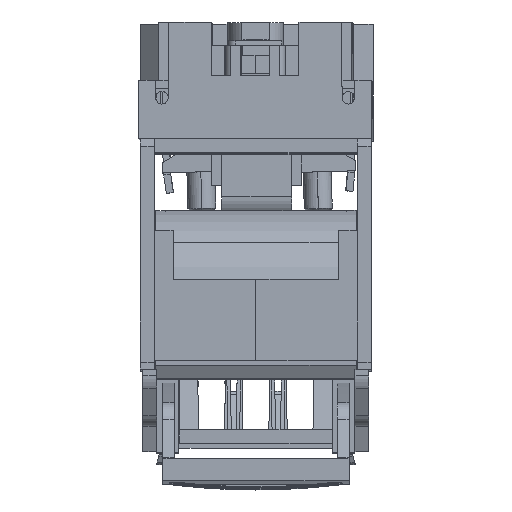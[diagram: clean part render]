
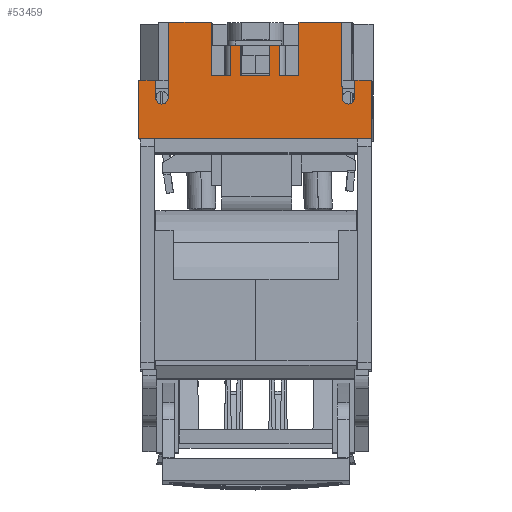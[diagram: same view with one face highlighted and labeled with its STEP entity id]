
A CAD part, top view. The second image highlights one B-rep face of the part: STEP entity #53459.
In plain terms, the highlighted planar face has unit normal (-0.001, 0, 1).
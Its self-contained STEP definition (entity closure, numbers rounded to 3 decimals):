
#45476=AXIS2_PLACEMENT_3D('Circle Axis2P3D',#45474,#45475,$) ;
#46436=AXIS2_PLACEMENT_3D('Circle Axis2P3D',#46434,#46435,$) ;
#53343=AXIS2_PLACEMENT_3D('Plane Axis2P3D',#53340,#53341,#53342) ;
#45439=CARTESIAN_POINT('Vertex',(42.386,-36.524,277.112)) ;
#45442=CARTESIAN_POINT('Line Origine',(42.419,-32.762,277.112)) ;
#45446=CARTESIAN_POINT('Vertex',(42.452,-29.,277.112)) ;
#45474=CARTESIAN_POINT('Axis2P3D Location',(39.686,-36.5,277.109)) ;
#45478=CARTESIAN_POINT('Vertex',(36.986,-36.524,277.106)) ;
#45502=CARTESIAN_POINT('Vertex',(36.702,-4.,277.105)) ;
#45507=CARTESIAN_POINT('Line Origine',(36.844,-20.262,277.106)) ;
#46397=CARTESIAN_POINT('Vertex',(-37.614,-36.524,277.021)) ;
#46400=CARTESIAN_POINT('Line Origine',(-37.472,-20.262,277.021)) ;
#46404=CARTESIAN_POINT('Vertex',(-37.33,-4.,277.022)) ;
#46431=CARTESIAN_POINT('Vertex',(-43.014,-36.524,277.015)) ;
#46434=CARTESIAN_POINT('Axis2P3D Location',(-40.314,-36.5,277.018)) ;
#46462=CARTESIAN_POINT('Vertex',(-43.079,-29.,277.015)) ;
#46465=CARTESIAN_POINT('Line Origine',(-43.047,-32.762,277.015)) ;
#46706=CARTESIAN_POINT('Vertex',(49.686,-54.,277.12)) ;
#46709=CARTESIAN_POINT('Line Origine',(-0.314,-54.,277.063)) ;
#46713=CARTESIAN_POINT('Vertex',(-50.314,-54.,277.007)) ;
#47350=CARTESIAN_POINT('Vertex',(49.686,-29.,277.12)) ;
#47353=CARTESIAN_POINT('Line Origine',(49.686,-29.,277.12)) ;
#47559=CARTESIAN_POINT('Vertex',(18.5,-4.,277.085)) ;
#47562=CARTESIAN_POINT('Line Origine',(27.601,-4.,277.095)) ;
#47968=CARTESIAN_POINT('Line Origine',(-28.229,-4.,277.032)) ;
#47972=CARTESIAN_POINT('Vertex',(-19.128,-4.,277.042)) ;
#53340=CARTESIAN_POINT('Axis2P3D Location',(-0.314,-4.,277.063)) ;
#53346=CARTESIAN_POINT('Control Point',(18.5,-4.,277.085)) ;
#53347=CARTESIAN_POINT('Control Point',(18.5,-27.,277.085)) ;
#53348=CARTESIAN_POINT('Vertex',(18.5,-27.,277.085)) ;
#53351=CARTESIAN_POINT('Line Origine',(24.415,-27.,277.091)) ;
#53355=CARTESIAN_POINT('Vertex',(10.186,-27.,277.075)) ;
#53358=CARTESIAN_POINT('Line Origine',(10.186,-29.,277.075)) ;
#53362=CARTESIAN_POINT('Vertex',(10.186,-14.,277.075)) ;
#53365=CARTESIAN_POINT('Line Origine',(24.415,-14.,277.091)) ;
#53369=CARTESIAN_POINT('Vertex',(5.761,-14.,277.07)) ;
#53373=CARTESIAN_POINT('Control Point',(5.761,-14.,277.07)) ;
#53374=CARTESIAN_POINT('Control Point',(5.761,-27.,277.07)) ;
#53375=CARTESIAN_POINT('Vertex',(5.761,-27.,277.07)) ;
#53378=CARTESIAN_POINT('Line Origine',(24.415,-27.,277.091)) ;
#53382=CARTESIAN_POINT('Vertex',(-6.388,-27.,277.057)) ;
#53386=CARTESIAN_POINT('Control Point',(-6.388,-14.,277.057)) ;
#53387=CARTESIAN_POINT('Control Point',(-6.388,-27.,277.057)) ;
#53388=CARTESIAN_POINT('Vertex',(-6.388,-14.,277.057)) ;
#53391=CARTESIAN_POINT('Line Origine',(24.415,-14.,277.091)) ;
#53395=CARTESIAN_POINT('Vertex',(-10.814,-14.,277.052)) ;
#53398=CARTESIAN_POINT('Line Origine',(-10.814,-29.,277.052)) ;
#53402=CARTESIAN_POINT('Vertex',(-10.814,-27.,277.052)) ;
#53405=CARTESIAN_POINT('Line Origine',(24.415,-27.,277.091)) ;
#53409=CARTESIAN_POINT('Vertex',(-19.128,-27.,277.042)) ;
#53413=CARTESIAN_POINT('Control Point',(-19.128,-4.,277.042)) ;
#53414=CARTESIAN_POINT('Control Point',(-19.128,-27.,277.042)) ;
#53416=CARTESIAN_POINT('Line Origine',(24.415,-29.,277.091)) ;
#53420=CARTESIAN_POINT('Vertex',(-50.314,-29.,277.007)) ;
#53423=CARTESIAN_POINT('Line Origine',(-50.314,-29.,277.007)) ;
#53428=CARTESIAN_POINT('Line Origine',(24.415,-29.,277.091)) ;
#45443=DIRECTION('Vector Direction',(-0.009,-1.,0.)) ;
#45475=DIRECTION('Axis2P3D Direction',(-0.001,0.,1.)) ;
#45508=DIRECTION('Vector Direction',(0.009,-1.,0.)) ;
#46401=DIRECTION('Vector Direction',(-0.009,-1.,0.)) ;
#46435=DIRECTION('Axis2P3D Direction',(0.001,0.,-1.)) ;
#46466=DIRECTION('Vector Direction',(0.009,-1.,0.)) ;
#46710=DIRECTION('Vector Direction',(-1.,0.,-0.001)) ;
#47354=DIRECTION('Vector Direction',(0.,1.,0.)) ;
#47563=DIRECTION('Vector Direction',(-1.,0.,-0.001)) ;
#47969=DIRECTION('Vector Direction',(-1.,0.,-0.001)) ;
#53341=DIRECTION('Axis2P3D Direction',(-0.001,0.,1.)) ;
#53342=DIRECTION('Axis2P3D XDirection',(1.,0.,0.001)) ;
#53352=DIRECTION('Vector Direction',(1.,0.,0.001)) ;
#53359=DIRECTION('Vector Direction',(0.,1.,0.)) ;
#53366=DIRECTION('Vector Direction',(1.,0.,0.001)) ;
#53379=DIRECTION('Vector Direction',(1.,0.,0.001)) ;
#53392=DIRECTION('Vector Direction',(1.,0.,0.001)) ;
#53399=DIRECTION('Vector Direction',(0.,1.,0.)) ;
#53406=DIRECTION('Vector Direction',(1.,0.,0.001)) ;
#53417=DIRECTION('Vector Direction',(1.,0.,0.001)) ;
#53424=DIRECTION('Vector Direction',(0.,1.,0.)) ;
#53429=DIRECTION('Vector Direction',(1.,0.,0.001)) ;
#45444=VECTOR('Line Direction',#45443,1.) ;
#45509=VECTOR('Line Direction',#45508,1.) ;
#46402=VECTOR('Line Direction',#46401,1.) ;
#46467=VECTOR('Line Direction',#46466,1.) ;
#46711=VECTOR('Line Direction',#46710,1.) ;
#47355=VECTOR('Line Direction',#47354,1.) ;
#47564=VECTOR('Line Direction',#47563,1.) ;
#47970=VECTOR('Line Direction',#47969,1.) ;
#53353=VECTOR('Line Direction',#53352,1.) ;
#53360=VECTOR('Line Direction',#53359,1.) ;
#53367=VECTOR('Line Direction',#53366,1.) ;
#53380=VECTOR('Line Direction',#53379,1.) ;
#53393=VECTOR('Line Direction',#53392,1.) ;
#53400=VECTOR('Line Direction',#53399,1.) ;
#53407=VECTOR('Line Direction',#53406,1.) ;
#53418=VECTOR('Line Direction',#53417,1.) ;
#53425=VECTOR('Line Direction',#53424,1.) ;
#53430=VECTOR('Line Direction',#53429,1.) ;
#53434=ORIENTED_EDGE('',*,*,#47566,.F.) ;
#53435=ORIENTED_EDGE('',*,*,#53350,.T.) ;
#53436=ORIENTED_EDGE('',*,*,#53357,.F.) ;
#53437=ORIENTED_EDGE('',*,*,#53364,.T.) ;
#53438=ORIENTED_EDGE('',*,*,#53371,.F.) ;
#53439=ORIENTED_EDGE('',*,*,#53377,.T.) ;
#53440=ORIENTED_EDGE('',*,*,#53384,.T.) ;
#53441=ORIENTED_EDGE('',*,*,#53390,.F.) ;
#53442=ORIENTED_EDGE('',*,*,#53397,.T.) ;
#53443=ORIENTED_EDGE('',*,*,#53404,.F.) ;
#53444=ORIENTED_EDGE('',*,*,#53411,.T.) ;
#53445=ORIENTED_EDGE('',*,*,#53415,.F.) ;
#53446=ORIENTED_EDGE('',*,*,#47974,.T.) ;
#53447=ORIENTED_EDGE('',*,*,#46406,.T.) ;
#53448=ORIENTED_EDGE('',*,*,#46438,.T.) ;
#53449=ORIENTED_EDGE('',*,*,#46469,.T.) ;
#53450=ORIENTED_EDGE('',*,*,#53422,.F.) ;
#53451=ORIENTED_EDGE('',*,*,#53427,.T.) ;
#53452=ORIENTED_EDGE('',*,*,#46715,.F.) ;
#53453=ORIENTED_EDGE('',*,*,#47357,.F.) ;
#53454=ORIENTED_EDGE('',*,*,#53432,.F.) ;
#53455=ORIENTED_EDGE('',*,*,#45448,.F.) ;
#53456=ORIENTED_EDGE('',*,*,#45480,.F.) ;
#53457=ORIENTED_EDGE('',*,*,#45511,.F.) ;
#53459=ADVANCED_FACE('804187_02_L01_NH-Leistenunterteil Gr.3  L/SL3/W/9/KM2G-F',(#53458),#53344,.T.) ;
#53345=B_SPLINE_CURVE_WITH_KNOTS('',1,(#53346,#53347),.UNSPECIFIED.,.F.,.U.,(2,2),(-11.5,11.5),.UNSPECIFIED.) ;
#53372=B_SPLINE_CURVE_WITH_KNOTS('',1,(#53373,#53374),.UNSPECIFIED.,.F.,.U.,(2,2),(-6.5,6.5),.UNSPECIFIED.) ;
#53385=B_SPLINE_CURVE_WITH_KNOTS('',1,(#53386,#53387),.UNSPECIFIED.,.F.,.U.,(2,2),(-6.5,6.5),.UNSPECIFIED.) ;
#53412=B_SPLINE_CURVE_WITH_KNOTS('',1,(#53413,#53414),.UNSPECIFIED.,.F.,.U.,(2,2),(-11.5,11.5),.UNSPECIFIED.) ;
#45477=CIRCLE('generated circle',#45476,2.7) ;
#46437=CIRCLE('generated circle',#46436,2.7) ;
#45448=EDGE_CURVE('',#45440,#45447,#45445,.F.) ;
#45480=EDGE_CURVE('',#45479,#45440,#45477,.T.) ;
#45511=EDGE_CURVE('',#45503,#45479,#45510,.T.) ;
#46406=EDGE_CURVE('',#46405,#46398,#46403,.T.) ;
#46438=EDGE_CURVE('',#46398,#46432,#46437,.T.) ;
#46469=EDGE_CURVE('',#46432,#46463,#46468,.F.) ;
#46715=EDGE_CURVE('',#46707,#46714,#46712,.T.) ;
#47357=EDGE_CURVE('',#47351,#46707,#47356,.F.) ;
#47566=EDGE_CURVE('',#47560,#45503,#47565,.F.) ;
#47974=EDGE_CURVE('',#47973,#46405,#47971,.T.) ;
#53350=EDGE_CURVE('',#47560,#53349,#53345,.T.) ;
#53357=EDGE_CURVE('',#53356,#53349,#53354,.T.) ;
#53364=EDGE_CURVE('',#53356,#53363,#53361,.T.) ;
#53371=EDGE_CURVE('',#53370,#53363,#53368,.T.) ;
#53377=EDGE_CURVE('',#53370,#53376,#53372,.T.) ;
#53384=EDGE_CURVE('',#53376,#53383,#53381,.F.) ;
#53390=EDGE_CURVE('',#53389,#53383,#53385,.T.) ;
#53397=EDGE_CURVE('',#53389,#53396,#53394,.F.) ;
#53404=EDGE_CURVE('',#53403,#53396,#53401,.T.) ;
#53411=EDGE_CURVE('',#53403,#53410,#53408,.F.) ;
#53415=EDGE_CURVE('',#47973,#53410,#53412,.T.) ;
#53422=EDGE_CURVE('',#53421,#46463,#53419,.T.) ;
#53427=EDGE_CURVE('',#53421,#46714,#53426,.F.) ;
#53432=EDGE_CURVE('',#45447,#47351,#53431,.T.) ;
#53433=EDGE_LOOP('',(#53434,#53435,#53436,#53437,#53438,#53439,#53440,#53441,#53442,#53443,#53444,#53445,#53446,#53447,#53448,#53449,#53450,#53451,#53452,#53453,#53454,#53455,#53456,#53457)) ;
#53458=FACE_OUTER_BOUND('',#53433,.T.) ;
#45445=LINE('Line',#45442,#45444) ;
#45510=LINE('Line',#45507,#45509) ;
#46403=LINE('Line',#46400,#46402) ;
#46468=LINE('Line',#46465,#46467) ;
#46712=LINE('Line',#46709,#46711) ;
#47356=LINE('Line',#47353,#47355) ;
#47565=LINE('Line',#47562,#47564) ;
#47971=LINE('Line',#47968,#47970) ;
#53354=LINE('Line',#53351,#53353) ;
#53361=LINE('Line',#53358,#53360) ;
#53368=LINE('Line',#53365,#53367) ;
#53381=LINE('Line',#53378,#53380) ;
#53394=LINE('Line',#53391,#53393) ;
#53401=LINE('Line',#53398,#53400) ;
#53408=LINE('Line',#53405,#53407) ;
#53419=LINE('Line',#53416,#53418) ;
#53426=LINE('Line',#53423,#53425) ;
#53431=LINE('Line',#53428,#53430) ;
#53344=PLANE('Plane',#53343) ;
#45440=VERTEX_POINT('',#45439) ;
#45447=VERTEX_POINT('',#45446) ;
#45479=VERTEX_POINT('',#45478) ;
#45503=VERTEX_POINT('',#45502) ;
#46398=VERTEX_POINT('',#46397) ;
#46405=VERTEX_POINT('',#46404) ;
#46432=VERTEX_POINT('',#46431) ;
#46463=VERTEX_POINT('',#46462) ;
#46707=VERTEX_POINT('',#46706) ;
#46714=VERTEX_POINT('',#46713) ;
#47351=VERTEX_POINT('',#47350) ;
#47560=VERTEX_POINT('',#47559) ;
#47973=VERTEX_POINT('',#47972) ;
#53349=VERTEX_POINT('',#53348) ;
#53356=VERTEX_POINT('',#53355) ;
#53363=VERTEX_POINT('',#53362) ;
#53370=VERTEX_POINT('',#53369) ;
#53376=VERTEX_POINT('',#53375) ;
#53383=VERTEX_POINT('',#53382) ;
#53389=VERTEX_POINT('',#53388) ;
#53396=VERTEX_POINT('',#53395) ;
#53403=VERTEX_POINT('',#53402) ;
#53410=VERTEX_POINT('',#53409) ;
#53421=VERTEX_POINT('',#53420) ;
